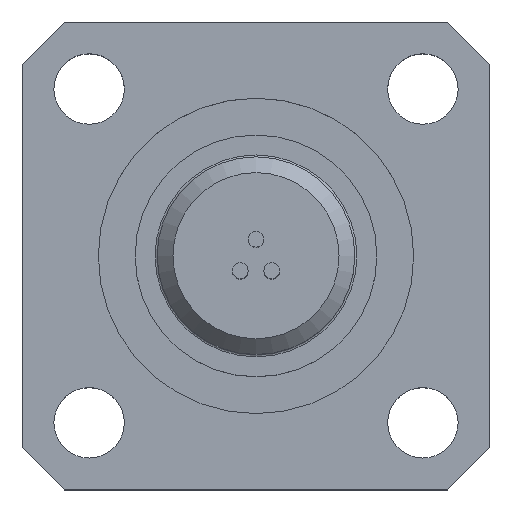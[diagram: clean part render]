
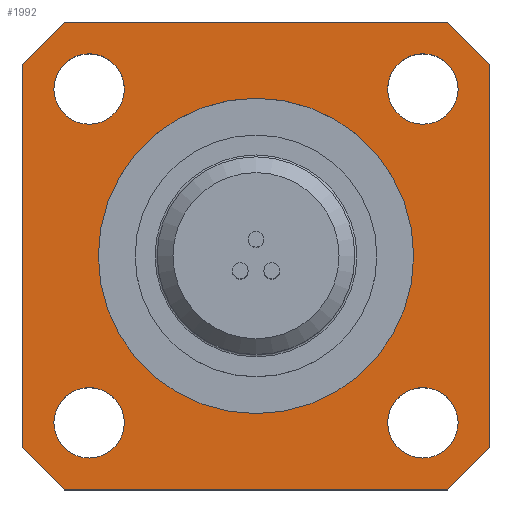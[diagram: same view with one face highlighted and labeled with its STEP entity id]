
A CAD part, top view. The second image highlights one B-rep face of the part: STEP entity #1992.
In plain terms, the highlighted planar face has unit normal (0, 0, 1).
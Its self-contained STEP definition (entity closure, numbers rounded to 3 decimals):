
#151=LINE($,#3512,#284);
#157=LINE($,#3523,#290);
#164=LINE($,#3549,#297);
#167=LINE($,#3554,#300);
#169=LINE($,#3558,#302);
#171=LINE($,#3562,#304);
#173=LINE($,#3565,#306);
#174=LINE($,#3566,#307);
#284=VECTOR($,#2424,5.657);
#290=VECTOR($,#2432,36.5);
#297=VECTOR($,#2453,5.657);
#300=VECTOR($,#2458,36.5);
#302=VECTOR($,#2462,5.657);
#304=VECTOR($,#2466,5.657);
#306=VECTOR($,#2470,36.5);
#307=VECTOR($,#2471,36.5);
#430=PLANE($,#2117);
#497=FACE_BOUND($,#764,.T.);
#498=FACE_BOUND($,#765,.T.);
#499=FACE_BOUND($,#766,.T.);
#500=FACE_BOUND($,#767,.T.);
#501=FACE_BOUND($,#768,.T.);
#615=FACE_OUTER_BOUND($,#763,.T.);
#763=EDGE_LOOP($,(#1753,#1754,#1755,#1756,#1757,#1758,#1759,#1760));
#764=EDGE_LOOP($,(#1761));
#765=EDGE_LOOP($,(#1762));
#766=EDGE_LOOP($,(#1763));
#767=EDGE_LOOP($,(#1764));
#768=EDGE_LOOP($,(#1765));
#859=CIRCLE($,#2118,15.);
#860=CIRCLE($,#2119,3.35);
#861=CIRCLE($,#2120,3.35);
#862=CIRCLE($,#2121,3.35);
#863=CIRCLE($,#2122,3.35);
#1019=VERTEX_POINT($,#3510);
#1020=VERTEX_POINT($,#3511);
#1024=VERTEX_POINT($,#3521);
#1035=VERTEX_POINT($,#3547);
#1036=VERTEX_POINT($,#3548);
#1037=VERTEX_POINT($,#3553);
#1038=VERTEX_POINT($,#3557);
#1039=VERTEX_POINT($,#3561);
#1040=VERTEX_POINT($,#3567);
#1041=VERTEX_POINT($,#3569);
#1042=VERTEX_POINT($,#3571);
#1043=VERTEX_POINT($,#3573);
#1044=VERTEX_POINT($,#3575);
#1266=EDGE_CURVE($,#1019,#1020,#151,.T.);
#1272=EDGE_CURVE($,#1024,#1019,#157,.T.);
#1284=EDGE_CURVE($,#1035,#1036,#164,.T.);
#1287=EDGE_CURVE($,#1036,#1037,#167,.T.);
#1289=EDGE_CURVE($,#1037,#1038,#169,.T.);
#1291=EDGE_CURVE($,#1039,#1024,#171,.T.);
#1293=EDGE_CURVE($,#1038,#1039,#173,.T.);
#1294=EDGE_CURVE($,#1020,#1035,#174,.T.);
#1295=EDGE_CURVE($,#1040,#1040,#859,.T.);
#1296=EDGE_CURVE($,#1041,#1041,#860,.T.);
#1297=EDGE_CURVE($,#1042,#1042,#861,.T.);
#1298=EDGE_CURVE($,#1043,#1043,#862,.T.);
#1299=EDGE_CURVE($,#1044,#1044,#863,.T.);
#1753=ORIENTED_EDGE($,*,*,#1266,.F.);
#1754=ORIENTED_EDGE($,*,*,#1272,.F.);
#1755=ORIENTED_EDGE($,*,*,#1291,.F.);
#1756=ORIENTED_EDGE($,*,*,#1293,.F.);
#1757=ORIENTED_EDGE($,*,*,#1289,.F.);
#1758=ORIENTED_EDGE($,*,*,#1287,.F.);
#1759=ORIENTED_EDGE($,*,*,#1284,.F.);
#1760=ORIENTED_EDGE($,*,*,#1294,.F.);
#1761=ORIENTED_EDGE($,*,*,#1295,.T.);
#1762=ORIENTED_EDGE($,*,*,#1296,.T.);
#1763=ORIENTED_EDGE($,*,*,#1297,.T.);
#1764=ORIENTED_EDGE($,*,*,#1298,.T.);
#1765=ORIENTED_EDGE($,*,*,#1299,.T.);
#1992=ADVANCED_FACE($,(#615,#497,#498,#499,#500,#501),#430,.T.);
#2117=AXIS2_PLACEMENT_3D($,#3564,#2468,#2469);
#2118=AXIS2_PLACEMENT_3D($,#3568,#2472,#2473);
#2119=AXIS2_PLACEMENT_3D($,#3570,#2474,#2475);
#2120=AXIS2_PLACEMENT_3D($,#3572,#2476,#2477);
#2121=AXIS2_PLACEMENT_3D($,#3574,#2478,#2479);
#2122=AXIS2_PLACEMENT_3D($,#3576,#2480,#2481);
#2424=DIRECTION($,(0.707,0.707,0.));
#2432=DIRECTION($,(0.,1.,0.));
#2453=DIRECTION($,(0.707,-0.707,0.));
#2458=DIRECTION($,(0.,-1.,0.));
#2462=DIRECTION($,(-0.707,-0.707,0.));
#2466=DIRECTION($,(-0.707,0.707,0.));
#2468=DIRECTION('center_axis',(0.,0.,1.));
#2469=DIRECTION('ref_axis',(1.,0.,0.));
#2470=DIRECTION($,(-1.,0.,0.));
#2471=DIRECTION($,(1.,0.,0.));
#2472=DIRECTION('center_axis',(0.,0.,-1.));
#2473=DIRECTION('ref_axis',(-1.,0.,0.));
#2474=DIRECTION('center_axis',(0.,0.,-1.));
#2475=DIRECTION('ref_axis',(1.,0.,0.));
#2476=DIRECTION('center_axis',(0.,0.,-1.));
#2477=DIRECTION('ref_axis',(0.,1.,0.));
#2478=DIRECTION('center_axis',(0.,0.,-1.));
#2479=DIRECTION('ref_axis',(-1.,0.,0.));
#2480=DIRECTION('center_axis',(0.,0.,-1.));
#2481=DIRECTION('ref_axis',(0.,-1.,0.));
#3510=CARTESIAN_POINT('',(-22.25,18.25,9.5));
#3511=CARTESIAN_POINT('',(-18.25,22.25,9.5));
#3512=CARTESIAN_POINT($,(-20.25,20.25,9.5));
#3521=CARTESIAN_POINT('',(-22.25,-18.25,9.5));
#3523=CARTESIAN_POINT($,(-22.25,-22.25,9.5));
#3547=CARTESIAN_POINT('',(18.25,22.25,9.5));
#3548=CARTESIAN_POINT('',(22.25,18.25,9.5));
#3549=CARTESIAN_POINT($,(20.25,20.25,9.5));
#3553=CARTESIAN_POINT('',(22.25,-18.25,9.5));
#3554=CARTESIAN_POINT($,(22.25,22.25,9.5));
#3557=CARTESIAN_POINT('',(18.25,-22.25,9.5));
#3558=CARTESIAN_POINT($,(20.25,-20.25,9.5));
#3561=CARTESIAN_POINT('',(-18.25,-22.25,9.5));
#3562=CARTESIAN_POINT($,(-20.25,-20.25,9.5));
#3564=CARTESIAN_POINT('Origin',(0.,0.,9.5));
#3565=CARTESIAN_POINT($,(22.25,-22.25,9.5));
#3566=CARTESIAN_POINT($,(-22.25,22.25,9.5));
#3567=CARTESIAN_POINT('',(15.,0.,9.5));
#3568=CARTESIAN_POINT('Origin',(0.,0.,9.5));
#3569=CARTESIAN_POINT('',(12.525,15.875,9.5));
#3570=CARTESIAN_POINT('Origin',(15.875,15.875,9.5));
#3571=CARTESIAN_POINT('',(-15.875,12.525,9.5));
#3572=CARTESIAN_POINT('Origin',(-15.875,15.875,9.5));
#3573=CARTESIAN_POINT('',(-12.525,-15.875,9.5));
#3574=CARTESIAN_POINT('Origin',(-15.875,-15.875,9.5));
#3575=CARTESIAN_POINT('',(15.875,-12.525,9.5));
#3576=CARTESIAN_POINT('Origin',(15.875,-15.875,9.5));
